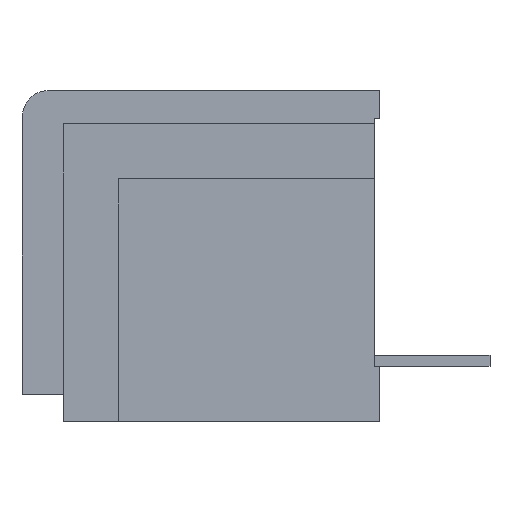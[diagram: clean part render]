
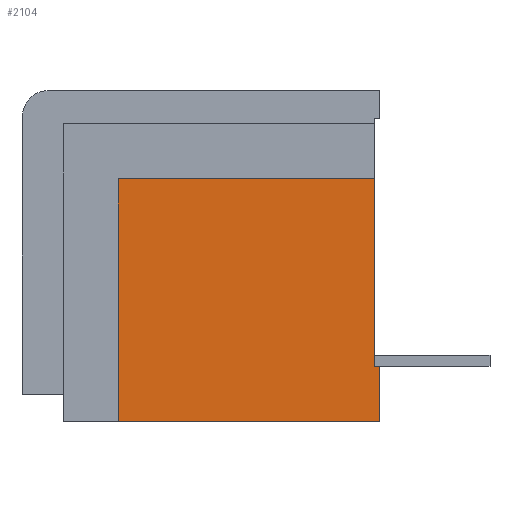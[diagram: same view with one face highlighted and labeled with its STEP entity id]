
A CAD part, left-side view. The second image highlights one B-rep face of the part: STEP entity #2104.
In plain terms, the highlighted planar face has unit normal (-1, 0, 0).
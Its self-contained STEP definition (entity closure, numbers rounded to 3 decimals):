
#135=FACE_OUTER_BOUND('',#238,.T.);
#238=EDGE_LOOP('',(#1807,#1808,#1809,#1810,#1811,#1812));
#338=LINE('',#2968,#623);
#371=LINE('',#3027,#656);
#396=LINE('',#3080,#681);
#509=LINE('',#3330,#794);
#512=LINE('',#3335,#797);
#519=LINE('',#3348,#804);
#623=VECTOR('',#2385,10.);
#656=VECTOR('',#2434,10.);
#681=VECTOR('',#2477,10.);
#794=VECTOR('',#2718,10.);
#797=VECTOR('',#2723,10.);
#804=VECTOR('',#2738,10.);
#897=VERTEX_POINT('',#2965);
#898=VERTEX_POINT('',#2967);
#916=VERTEX_POINT('',#3026);
#934=VERTEX_POINT('',#3078);
#935=VERTEX_POINT('',#3079);
#1008=VERTEX_POINT('',#3329);
#1102=EDGE_CURVE('',#897,#898,#338,.T.);
#1135=EDGE_CURVE('',#898,#916,#371,.T.);
#1160=EDGE_CURVE('',#934,#935,#396,.T.);
#1291=EDGE_CURVE('',#1008,#935,#509,.T.);
#1294=EDGE_CURVE('',#897,#1008,#512,.T.);
#1301=EDGE_CURVE('',#934,#916,#519,.T.);
#1807=ORIENTED_EDGE('',*,*,#1294,.T.);
#1808=ORIENTED_EDGE('',*,*,#1291,.T.);
#1809=ORIENTED_EDGE('',*,*,#1160,.F.);
#1810=ORIENTED_EDGE('',*,*,#1301,.T.);
#1811=ORIENTED_EDGE('',*,*,#1135,.F.);
#1812=ORIENTED_EDGE('',*,*,#1102,.F.);
#2002=PLANE('',#2239);
#2104=ADVANCED_FACE('',(#135),#2002,.F.);
#2239=AXIS2_PLACEMENT_3D('',#3347,#2736,#2737);
#2385=DIRECTION('',(0.,0.,-1.));
#2434=DIRECTION('',(0.,-1.,0.));
#2477=DIRECTION('',(0.,1.,0.));
#2718=DIRECTION('',(0.,0.,-1.));
#2723=DIRECTION('',(0.,1.,0.));
#2736=DIRECTION('center_axis',(1.,0.,0.));
#2737=DIRECTION('ref_axis',(0.,0.,-1.));
#2738=DIRECTION('',(0.,0.,1.));
#2965=CARTESIAN_POINT('',(0.,0.1,3.91));
#2967=CARTESIAN_POINT('',(0.,0.1,0.51));
#2968=CARTESIAN_POINT('',(0.,0.1,5.01));
#3026=CARTESIAN_POINT('',(0.,0.,0.51));
#3027=CARTESIAN_POINT('',(0.,0.1,0.51));
#3078=CARTESIAN_POINT('',(0.,0.,-0.5));
#3079=CARTESIAN_POINT('',(0.,4.75,-0.5));
#3080=CARTESIAN_POINT('',(0.,0.,-0.5));
#3329=CARTESIAN_POINT('',(0.,4.75,3.91));
#3330=CARTESIAN_POINT('',(0.,4.75,0.));
#3335=CARTESIAN_POINT('',(0.,1.675,3.91));
#3347=CARTESIAN_POINT('Origin',(0.,3.25,2.76));
#3348=CARTESIAN_POINT('',(0.,0.,0.));
